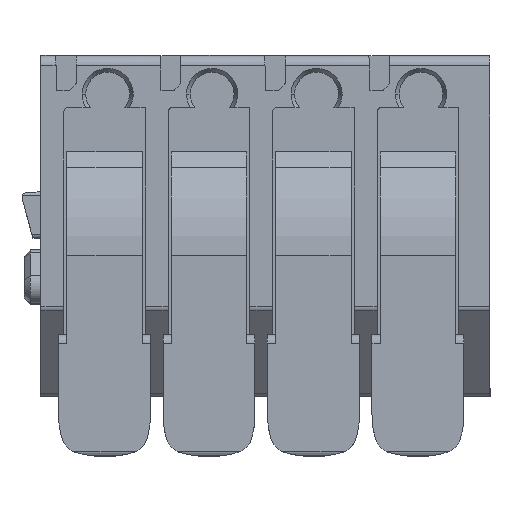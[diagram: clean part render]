
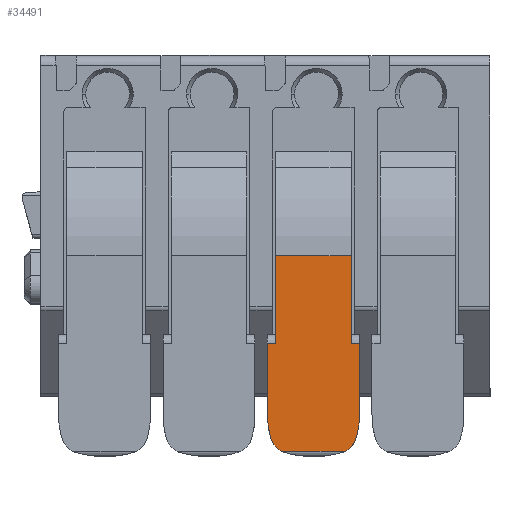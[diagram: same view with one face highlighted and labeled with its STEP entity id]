
A CAD part, top view. The second image highlights one B-rep face of the part: STEP entity #34491.
In plain terms, the highlighted planar face has unit normal (0, 0, 1).
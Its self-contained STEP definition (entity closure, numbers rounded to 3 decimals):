
#27 = ORIENTED_EDGE ( 'NONE', *, *, #34365, .T. ) ;
#917 = AXIS2_PLACEMENT_3D ( 'NONE', #31661, #7493, #12583 ) ;
#989 = VERTEX_POINT ( 'NONE', #8100 ) ;
#1034 = ORIENTED_EDGE ( 'NONE', *, *, #18716, .F. ) ;
#1204 = DIRECTION ( 'NONE',  ( 0., 0., 1. ) ) ;
#1499 = DIRECTION ( 'NONE',  ( 1., 0., 0. ) ) ;
#2052 = EDGE_CURVE ( 'NONE', #989, #19203, #12523, .T. ) ;
#2163 = VERTEX_POINT ( 'NONE', #32401 ) ;
#2512 = CARTESIAN_POINT ( 'NONE',  ( -0.966, 2.167, 20.046 ) ) ;
#3450 = CARTESIAN_POINT ( 'NONE',  ( -0.801, -2.399, 20.046 ) ) ;
#3619 = AXIS2_PLACEMENT_3D ( 'NONE', #27384, #24737, #8884 ) ;
#3717 = AXIS2_PLACEMENT_3D ( 'NONE', #12602, #7984, #26188 ) ;
#3852 = ORIENTED_EDGE ( 'NONE', *, *, #32908, .T. ) ;
#3934 = ORIENTED_EDGE ( 'NONE', *, *, #2052, .T. ) ;
#4027 = EDGE_CURVE ( 'NONE', #33002, #9053, #8669, .T. ) ;
#4468 = VERTEX_POINT ( 'NONE', #7588 ) ;
#4477 = CARTESIAN_POINT ( 'NONE',  ( 3.434, 2.167, 20.046 ) ) ;
#5474 = ORIENTED_EDGE ( 'NONE', *, *, #8819, .F. ) ;
#5578 = CARTESIAN_POINT ( 'NONE',  ( -0.566, 6.338, 20.046 ) ) ;
#5654 = VECTOR ( 'NONE', #34727, 1000. ) ;
#5842 = LINE ( 'NONE', #26797, #20038 ) ;
#6304 = DIRECTION ( 'NONE',  ( 0., 1., 0. ) ) ;
#6649 = LINE ( 'NONE', #19987, #20227 ) ;
#7129 = CARTESIAN_POINT ( 'NONE',  ( -0.283, -3.012, 20.046 ) ) ;
#7493 = DIRECTION ( 'NONE',  ( 0., 0., 1. ) ) ;
#7588 = CARTESIAN_POINT ( 'NONE',  ( -0.566, 2.167, 20.046 ) ) ;
#7957 = DIRECTION ( 'NONE',  ( 0., 1., 0. ) ) ;
#7984 = DIRECTION ( 'NONE',  ( 0., 0., 1. ) ) ;
#8100 = CARTESIAN_POINT ( 'NONE',  ( 3.269, -2.399, 20.046 ) ) ;
#8460 = VERTEX_POINT ( 'NONE', #12688 ) ;
#8669 = CIRCLE ( 'NONE', #3619, 1. ) ;
#8819 = EDGE_CURVE ( 'NONE', #20113, #4468, #9451, .T. ) ;
#8884 = DIRECTION ( 'NONE',  ( 0., -1., 0. ) ) ;
#8907 = AXIS2_PLACEMENT_3D ( 'NONE', #33322, #30188, #19874 ) ;
#8990 = PLANE ( 'NONE',  #8907 ) ;
#9053 = VERTEX_POINT ( 'NONE', #7129 ) ;
#9451 = LINE ( 'NONE', #28145, #11149 ) ;
#10691 = CARTESIAN_POINT ( 'NONE',  ( -0.966, -3.012, 20.046 ) ) ;
#11149 = VECTOR ( 'NONE', #25296, 1000. ) ;
#11562 = CIRCLE ( 'NONE', #3717, 4. ) ;
#11803 = CARTESIAN_POINT ( 'NONE',  ( -0.566, -3.012, 20.046 ) ) ;
#12369 = VECTOR ( 'NONE', #21241, 1000. ) ;
#12523 = CIRCLE ( 'NONE', #14237, 4. ) ;
#12583 = DIRECTION ( 'NONE',  ( 0., -1., 0. ) ) ;
#12602 = CARTESIAN_POINT ( 'NONE',  ( 3.034, -1.262, 20.046 ) ) ;
#12688 = CARTESIAN_POINT ( 'NONE',  ( 2.751, -3.012, 20.046 ) ) ;
#14003 = ORIENTED_EDGE ( 'NONE', *, *, #16468, .F. ) ;
#14237 = AXIS2_PLACEMENT_3D ( 'NONE', #25515, #1204, #14590 ) ;
#14590 = DIRECTION ( 'NONE',  ( 0., -1., 0. ) ) ;
#14707 = ORIENTED_EDGE ( 'NONE', *, *, #22253, .F. ) ;
#15346 = EDGE_CURVE ( 'NONE', #9053, #8460, #31073, .T. ) ;
#16126 = LINE ( 'NONE', #5578, #12369 ) ;
#16468 = EDGE_CURVE ( 'NONE', #4468, #22658, #6649, .T. ) ;
#16492 = ORIENTED_EDGE ( 'NONE', *, *, #4027, .T. ) ;
#17508 = ORIENTED_EDGE ( 'NONE', *, *, #15346, .T. ) ;
#17537 = DIRECTION ( 'NONE',  ( 0., 1., 0. ) ) ;
#17759 = CIRCLE ( 'NONE', #917, 1. ) ;
#17826 = EDGE_LOOP ( 'NONE', ( #32930, #16492, #17508, #3852, #3934, #26555, #1034, #27, #27426, #14003, #5474, #14707 ) ) ;
#18583 = EDGE_CURVE ( 'NONE', #22658, #18774, #16126, .T. ) ;
#18716 = EDGE_CURVE ( 'NONE', #2163, #21548, #22648, .T. ) ;
#18774 = VERTEX_POINT ( 'NONE', #20861 ) ;
#19203 = VERTEX_POINT ( 'NONE', #26980 ) ;
#19360 = CARTESIAN_POINT ( 'NONE',  ( 3.434, -3.012, 20.046 ) ) ;
#19874 = DIRECTION ( 'NONE',  ( 1., 0., 0. ) ) ;
#19987 = CARTESIAN_POINT ( 'NONE',  ( -0.566, -3.012, 20.046 ) ) ;
#20038 = VECTOR ( 'NONE', #7957, 1000. ) ;
#20113 = VERTEX_POINT ( 'NONE', #2512 ) ;
#20227 = VECTOR ( 'NONE', #6304, 1000. ) ;
#20307 = CARTESIAN_POINT ( 'NONE',  ( -0.966, 2.167, 20.046 ) ) ;
#20629 = VECTOR ( 'NONE', #17537, 1000. ) ;
#20861 = CARTESIAN_POINT ( 'NONE',  ( 3.034, 6.338, 20.046 ) ) ;
#21241 = DIRECTION ( 'NONE',  ( 1., 0., 0. ) ) ;
#21548 = VERTEX_POINT ( 'NONE', #4477 ) ;
#22253 = EDGE_CURVE ( 'NONE', #33365, #20113, #24095, .T. ) ;
#22549 = FACE_OUTER_BOUND ( 'NONE', #17826, .T. ) ;
#22580 = DIRECTION ( 'NONE',  ( 1., 0., 0. ) ) ;
#22648 = LINE ( 'NONE', #20307, #28176 ) ;
#22658 = VERTEX_POINT ( 'NONE', #27141 ) ;
#23399 = VECTOR ( 'NONE', #22580, 1000. ) ;
#24095 = LINE ( 'NONE', #10691, #5654 ) ;
#24737 = DIRECTION ( 'NONE',  ( 0., 0., 1. ) ) ;
#25296 = DIRECTION ( 'NONE',  ( 1., 0., 0. ) ) ;
#25515 = CARTESIAN_POINT ( 'NONE',  ( -0.566, -1.262, 20.046 ) ) ;
#25668 = LINE ( 'NONE', #19360, #20629 ) ;
#26006 = EDGE_CURVE ( 'NONE', #33365, #33002, #11562, .T. ) ;
#26188 = DIRECTION ( 'NONE',  ( 0., -1., 0. ) ) ;
#26555 = ORIENTED_EDGE ( 'NONE', *, *, #33575, .T. ) ;
#26797 = CARTESIAN_POINT ( 'NONE',  ( 3.034, -3.012, 20.046 ) ) ;
#26980 = CARTESIAN_POINT ( 'NONE',  ( 3.434, -1.262, 20.046 ) ) ;
#27141 = CARTESIAN_POINT ( 'NONE',  ( -0.566, 6.338, 20.046 ) ) ;
#27384 = CARTESIAN_POINT ( 'NONE',  ( 0.158, -2.115, 20.046 ) ) ;
#27426 = ORIENTED_EDGE ( 'NONE', *, *, #18583, .F. ) ;
#28145 = CARTESIAN_POINT ( 'NONE',  ( -0.966, 2.167, 20.046 ) ) ;
#28176 = VECTOR ( 'NONE', #1499, 1000. ) ;
#30188 = DIRECTION ( 'NONE',  ( 0., 0., -1. ) ) ;
#31073 = LINE ( 'NONE', #11803, #23399 ) ;
#31440 = CARTESIAN_POINT ( 'NONE',  ( -0.966, -1.262, 20.046 ) ) ;
#31661 = CARTESIAN_POINT ( 'NONE',  ( 2.31, -2.115, 20.046 ) ) ;
#32401 = CARTESIAN_POINT ( 'NONE',  ( 3.034, 2.167, 20.046 ) ) ;
#32908 = EDGE_CURVE ( 'NONE', #8460, #989, #17759, .T. ) ;
#32930 = ORIENTED_EDGE ( 'NONE', *, *, #26006, .T. ) ;
#33002 = VERTEX_POINT ( 'NONE', #3450 ) ;
#33322 = CARTESIAN_POINT ( 'NONE',  ( -0.566, -3.012, 20.046 ) ) ;
#33365 = VERTEX_POINT ( 'NONE', #31440 ) ;
#33575 = EDGE_CURVE ( 'NONE', #19203, #21548, #25668, .T. ) ;
#34365 = EDGE_CURVE ( 'NONE', #2163, #18774, #5842, .T. ) ;
#34491 = ADVANCED_FACE ( 'NONE', ( #22549 ), #8990, .F. ) ;
#34727 = DIRECTION ( 'NONE',  ( 0., 1., 0. ) ) ;
